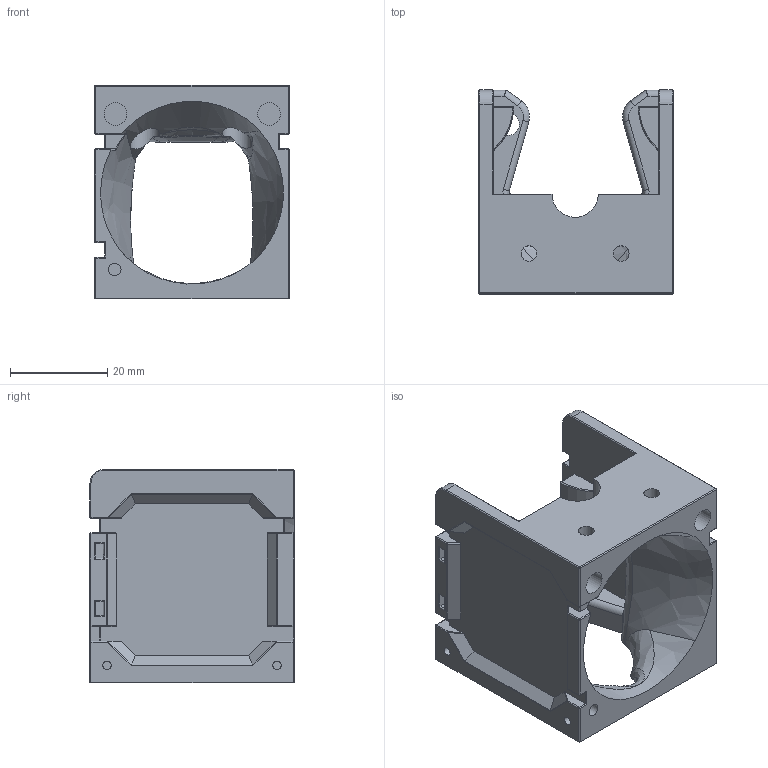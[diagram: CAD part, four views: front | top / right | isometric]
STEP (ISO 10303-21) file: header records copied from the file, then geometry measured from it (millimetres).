
FILE_DESCRIPTION(/* description */ ('STEP AP242','CAx-IF Rec.Pracs.---Representation and Presentation of Product Manufacturing Information (PMI)---4.0---2014-10-13','CAx-IF Rec.Pracs.---3D Tessellated Geometry---0.4---2014-09-14','2;1'),/* implementation_level */ '2;1');
FILE_NAME(/* name */ '6378882d05e976200de95df7',/* time_stamp */ '2022-11-19T07:39:26+00:00',/* author */ (''),/* organization */ (''),/* preprocessor_version */ 'ST-DEVELOPER v18.102',/* originating_system */ ' ',/* authorisation */ ' ');
FILE_SCHEMA (('AP242_MANAGED_MODEL_BASED_3D_ENGINEERING_MIM_LF { 1 0 10303 442 1 1 4 }'));
Length unit declared in the file: metre
Products named in the file (1): (Non enregistré)
Bounding box: 40 x 42 x 44 mm (x, y, z)
Volume: 18751.6 mm3; surface area: 12858.9 mm2
Topology: 1 solids, 1 shells, 324 faces, 786 edges, 473 vertices
Faces by surface type: cylinder 145, plane 94, sphere 36, bspline 33, torus 14, cone 2
Full cylindrical faces by diameter (mm): 1.7 x4, 2.6 x2, 3.2 x2, 4.7 x6, 6 x2
Entity records: 12201 total; most frequent: CARTESIAN_POINT 4890, ORIENTED_EDGE 1520, DIRECTION 1495, EDGE_CURVE 760, AXIS2_PLACEMENT_3D 573, VERTEX_POINT 465, EDGE_LOOP 363, FACE_BOUND 363
